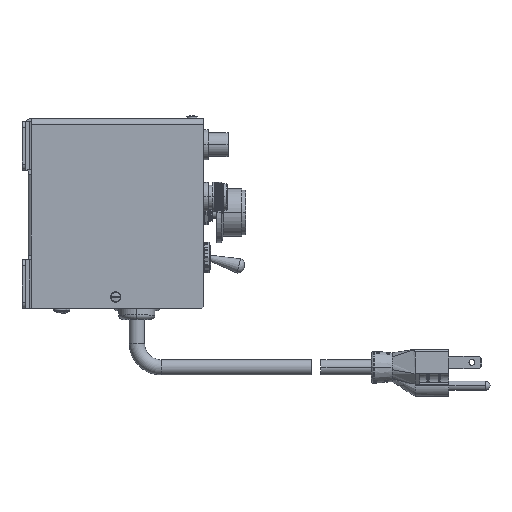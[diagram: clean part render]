
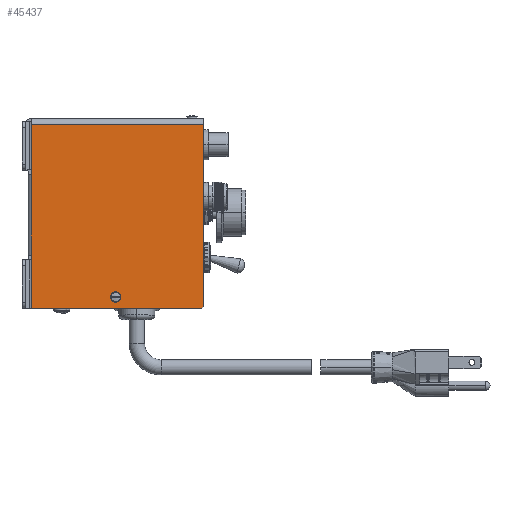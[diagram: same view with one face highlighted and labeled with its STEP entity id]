
A CAD part, top view. The second image highlights one B-rep face of the part: STEP entity #45437.
In plain terms, the highlighted face is planar.
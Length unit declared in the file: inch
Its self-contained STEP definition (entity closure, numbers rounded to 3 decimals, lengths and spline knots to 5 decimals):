
#5177 = CARTESIAN_POINT ( 'NONE',  ( -0.0625, -3.86, -0.04 ) ) ;
#5203 = CARTESIAN_POINT ( 'NONE',  ( -0.0625, -3.552, -1.813 ) ) ;
#5217 = CARTESIAN_POINT ( 'NONE',  ( -0.0625, -3.86, -3.563 ) ) ;
#5617 = CARTESIAN_POINT ( 'NONE',  ( -0.0625, -0.0625, 0. ) ) ;
#5948 = CARTESIAN_POINT ( 'NONE',  ( -0.0625, -3.702, -1.813 ) ) ;
#16601 = EDGE_LOOP ( 'NONE', ( #83874, #83841, #83866, #83868, #83835 ) ) ;
#41678 = AXIS2_PLACEMENT_3D ( 'NONE', #64866, #64867, #64868 ) ;
#41762 = AXIS2_PLACEMENT_3D ( 'NONE', #65696, #65698, #65700 ) ;
#41865 = AXIS2_PLACEMENT_3D ( 'NONE', #66078, #66084, #66085 ) ;
#45094 = EDGE_CURVE ( 'NONE', #58458, #59226, #61993, .T. ) ;
#45313 = EDGE_CURVE ( 'NONE', #58437, #56216, #62146, .T. ) ;
#45323 = EDGE_CURVE ( 'NONE', #53737, #58471, #62157, .T. ) ;
#45331 = EDGE_CURVE ( 'NONE', #56216, #58826, #62160, .T. ) ;
#45333 = EDGE_CURVE ( 'NONE', #58471, #58437, #62166, .T. ) ;
#45343 = EDGE_CURVE ( 'NONE', #59226, #58458, #62170, .T. ) ;
#45437 = ADVANCED_FACE ( 'NONE', ( #62232, #62237 ), #66079, .F. ) ;
#53737 = VERTEX_POINT ( 'NONE', #72738 ) ;
#54103 = EDGE_CURVE ( 'NONE', #53737, #58826, #68303, .T. ) ;
#56216 = VERTEX_POINT ( 'NONE', #80888 ) ;
#58437 = VERTEX_POINT ( 'NONE', #5177 ) ;
#58458 = VERTEX_POINT ( 'NONE', #5203 ) ;
#58471 = VERTEX_POINT ( 'NONE', #5217 ) ;
#58826 = VERTEX_POINT ( 'NONE', #5617 ) ;
#59226 = VERTEX_POINT ( 'NONE', #5948 ) ;
#61993 = CIRCLE ( 'NONE', #41678, 0.075 ) ;
#62146 = LINE ( 'NONE', #65593, #62151 ) ;
#62151 = VECTOR ( 'NONE', #65604, 39.37008 ) ;
#62157 = LINE ( 'NONE', #65621, #62159 ) ;
#62159 = VECTOR ( 'NONE', #65609, 39.37008 ) ;
#62160 = LINE ( 'NONE', #65627, #62167 ) ;
#62166 = LINE ( 'NONE', #65655, #62169 ) ;
#62167 = VECTOR ( 'NONE', #65652, 39.37008 ) ;
#62169 = VECTOR ( 'NONE', #65658, 39.37008 ) ;
#62170 = CIRCLE ( 'NONE', #41762, 0.075 ) ;
#62232 = FACE_OUTER_BOUND ( 'NONE', #16601, .T. ) ;
#62237 = FACE_BOUND ( 'NONE', #69165, .T. ) ;
#64866 = CARTESIAN_POINT ( 'NONE',  ( -0.0625, -3.627, -1.813 ) ) ;
#64867 = DIRECTION ( 'NONE',  ( 1., 0., 0. ) ) ;
#64868 = DIRECTION ( 'NONE',  ( 0., 1., 0. ) ) ;
#65593 = CARTESIAN_POINT ( 'NONE',  ( -0.0625, -3.82, 0. ) ) ;
#65604 = DIRECTION ( 'NONE',  ( 0., 0.707, 0.707 ) ) ;
#65609 = DIRECTION ( 'NONE',  ( 0., -1., 0. ) ) ;
#65621 = CARTESIAN_POINT ( 'NONE',  ( -0.0625, -3.86, -3.563 ) ) ;
#65627 = CARTESIAN_POINT ( 'NONE',  ( -0.0625, 0., 0. ) ) ;
#65652 = DIRECTION ( 'NONE',  ( 0., 1., 0. ) ) ;
#65655 = CARTESIAN_POINT ( 'NONE',  ( -0.0625, -3.86, 0. ) ) ;
#65658 = DIRECTION ( 'NONE',  ( 0., 0., 1. ) ) ;
#65696 = CARTESIAN_POINT ( 'NONE',  ( -0.0625, -3.627, -1.813 ) ) ;
#65698 = DIRECTION ( 'NONE',  ( 1., 0., 0. ) ) ;
#65700 = DIRECTION ( 'NONE',  ( 0., 1., 0. ) ) ;
#66078 = CARTESIAN_POINT ( 'NONE',  ( -0.0625, 0., -3.563 ) ) ;
#66079 = PLANE ( 'NONE',  #41865 ) ;
#66084 = DIRECTION ( 'NONE',  ( 1., 0., 0. ) ) ;
#66085 = DIRECTION ( 'NONE',  ( 0., 1., 0. ) ) ;
#68303 = LINE ( 'NONE', #73505, #68311 ) ;
#68311 = VECTOR ( 'NONE', #73504, 39.37008 ) ;
#69165 = EDGE_LOOP ( 'NONE', ( #83833, #83834 ) ) ;
#72738 = CARTESIAN_POINT ( 'NONE',  ( -0.0625, -0.0625, -3.563 ) ) ;
#73504 = DIRECTION ( 'NONE',  ( 0., 0., 1. ) ) ;
#73505 = CARTESIAN_POINT ( 'NONE',  ( -0.0625, -0.0625, -3.563 ) ) ;
#80888 = CARTESIAN_POINT ( 'NONE',  ( -0.0625, -3.82, 0. ) ) ;
#83833 = ORIENTED_EDGE ( 'NONE', *, *, #45343, .T. ) ;
#83834 = ORIENTED_EDGE ( 'NONE', *, *, #45094, .T. ) ;
#83835 = ORIENTED_EDGE ( 'NONE', *, *, #45323, .T. ) ;
#83841 = ORIENTED_EDGE ( 'NONE', *, *, #45313, .T. ) ;
#83866 = ORIENTED_EDGE ( 'NONE', *, *, #45331, .T. ) ;
#83868 = ORIENTED_EDGE ( 'NONE', *, *, #54103, .F. ) ;
#83874 = ORIENTED_EDGE ( 'NONE', *, *, #45333, .T. ) ;
